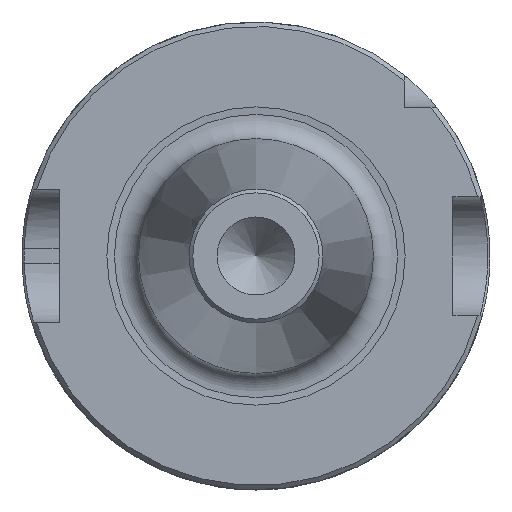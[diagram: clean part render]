
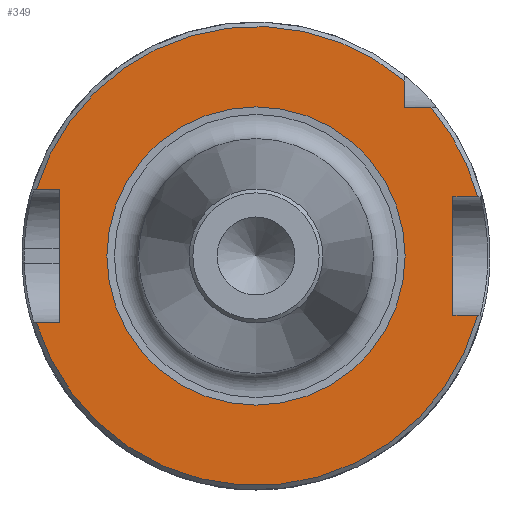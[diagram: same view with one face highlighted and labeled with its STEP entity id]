
A CAD part, left-side view. The second image highlights one B-rep face of the part: STEP entity #349.
In plain terms, the highlighted planar face has unit normal (-1, 0, 0).
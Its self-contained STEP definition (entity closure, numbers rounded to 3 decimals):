
#224=LINE('',#1874,#286);
#225=LINE('',#1879,#287);
#226=LINE('',#1881,#288);
#227=LINE('',#1883,#289);
#228=LINE('',#1887,#290);
#229=LINE('',#1889,#291);
#230=LINE('',#1891,#292);
#231=LINE('',#1895,#293);
#286=VECTOR('',#1537,1.);
#287=VECTOR('',#1540,1.);
#288=VECTOR('',#1541,1.);
#289=VECTOR('',#1542,1.);
#290=VECTOR('',#1545,1.);
#291=VECTOR('',#1546,1.);
#292=VECTOR('',#1547,1.);
#293=VECTOR('',#1550,1.);
#349=ADVANCED_FACE('',(#464,#465),#431,.F.);
#431=PLANE('',#1397);
#464=FACE_BOUND('',#509,.T.);
#465=FACE_BOUND('',#510,.T.);
#509=EDGE_LOOP('',(#612,#613,#614,#615,#616,#617,#618,#619,#620,#621,#622));
#510=EDGE_LOOP('',(#623));
#612=ORIENTED_EDGE('',*,*,#1131,.F.);
#613=ORIENTED_EDGE('',*,*,#1132,.T.);
#614=ORIENTED_EDGE('',*,*,#1133,.F.);
#615=ORIENTED_EDGE('',*,*,#1134,.F.);
#616=ORIENTED_EDGE('',*,*,#1135,.F.);
#617=ORIENTED_EDGE('',*,*,#1136,.T.);
#618=ORIENTED_EDGE('',*,*,#1137,.F.);
#619=ORIENTED_EDGE('',*,*,#1138,.F.);
#620=ORIENTED_EDGE('',*,*,#1139,.F.);
#621=ORIENTED_EDGE('',*,*,#1140,.T.);
#622=ORIENTED_EDGE('',*,*,#1141,.F.);
#623=ORIENTED_EDGE('',*,*,#1142,.F.);
#996=VERTEX_POINT('',#1875);
#997=VERTEX_POINT('',#1876);
#998=VERTEX_POINT('',#1878);
#999=VERTEX_POINT('',#1880);
#1000=VERTEX_POINT('',#1882);
#1001=VERTEX_POINT('',#1884);
#1002=VERTEX_POINT('',#1886);
#1003=VERTEX_POINT('',#1888);
#1004=VERTEX_POINT('',#1890);
#1005=VERTEX_POINT('',#1892);
#1006=VERTEX_POINT('',#1894);
#1007=VERTEX_POINT('',#1897);
#1131=EDGE_CURVE('',#996,#997,#224,.T.);
#1132=EDGE_CURVE('',#996,#998,#1323,.T.);
#1133=EDGE_CURVE('',#999,#998,#225,.T.);
#1134=EDGE_CURVE('',#1000,#999,#226,.T.);
#1135=EDGE_CURVE('',#1001,#1000,#227,.T.);
#1136=EDGE_CURVE('',#1001,#1002,#1324,.T.);
#1137=EDGE_CURVE('',#1003,#1002,#228,.T.);
#1138=EDGE_CURVE('',#1004,#1003,#229,.T.);
#1139=EDGE_CURVE('',#1005,#1004,#230,.T.);
#1140=EDGE_CURVE('',#1005,#1006,#1325,.T.);
#1141=EDGE_CURVE('',#997,#1006,#231,.T.);
#1142=EDGE_CURVE('',#1007,#1007,#1326,.T.);
#1323=CIRCLE('',#1393,30.9);
#1324=CIRCLE('',#1394,30.9);
#1325=CIRCLE('',#1395,30.9);
#1326=CIRCLE('',#1396,20.074);
#1393=AXIS2_PLACEMENT_3D('',#1877,#1538,#1539);
#1394=AXIS2_PLACEMENT_3D('',#1885,#1543,#1544);
#1395=AXIS2_PLACEMENT_3D('',#1893,#1548,#1549);
#1396=AXIS2_PLACEMENT_3D('',#1896,#1551,#1552);
#1397=AXIS2_PLACEMENT_3D('',#1898,#1553,#1554);
#1537=DIRECTION('',(0.,0.,-1.));
#1538=DIRECTION('',(-1.,0.,0.));
#1539=DIRECTION('',(0.,0.,-1.));
#1540=DIRECTION('',(0.,1.,0.));
#1541=DIRECTION('',(0.,0.,1.));
#1542=DIRECTION('',(0.,-1.,0.));
#1543=DIRECTION('',(-1.,0.,0.));
#1544=DIRECTION('',(0.,0.,-1.));
#1545=DIRECTION('',(0.,-1.,0.));
#1546=DIRECTION('',(0.,0.,-1.));
#1547=DIRECTION('',(0.,1.,0.));
#1548=DIRECTION('',(-1.,0.,0.));
#1549=DIRECTION('',(0.,0.,-1.));
#1550=DIRECTION('',(0.,-1.,0.));
#1551=DIRECTION('',(-1.,0.,0.));
#1552=DIRECTION('',(0.,0.,1.));
#1553=DIRECTION('',(1.,0.,0.));
#1554=DIRECTION('',(0.,0.,-1.));
#1874=CARTESIAN_POINT('',(100.,-20.,28.));
#1875=CARTESIAN_POINT('',(100.,-20.,23.554));
#1876=CARTESIAN_POINT('',(100.,-20.,20.));
#1877=CARTESIAN_POINT('',(100.,0.,0.));
#1878=CARTESIAN_POINT('',(100.,29.56,9.));
#1879=CARTESIAN_POINT('',(100.,35.75,9.));
#1880=CARTESIAN_POINT('',(100.,26.5,9.));
#1881=CARTESIAN_POINT('',(100.,26.5,-1.));
#1882=CARTESIAN_POINT('',(100.,26.5,-9.));
#1883=CARTESIAN_POINT('',(100.,35.75,-9.));
#1884=CARTESIAN_POINT('',(100.,29.56,-9.));
#1885=CARTESIAN_POINT('',(100.,0.,0.));
#1886=CARTESIAN_POINT('',(100.,-29.846,-8.));
#1887=CARTESIAN_POINT('',(100.,-35.75,-8.));
#1888=CARTESIAN_POINT('',(100.,-26.5,-8.));
#1889=CARTESIAN_POINT('',(100.,-26.5,0.));
#1890=CARTESIAN_POINT('',(100.,-26.5,8.));
#1891=CARTESIAN_POINT('',(100.,-35.75,8.));
#1892=CARTESIAN_POINT('',(100.,-29.846,8.));
#1893=CARTESIAN_POINT('',(100.,0.,0.));
#1894=CARTESIAN_POINT('',(100.,-23.554,20.));
#1895=CARTESIAN_POINT('',(100.,-35.75,20.));
#1896=CARTESIAN_POINT('',(100.,0.,0.));
#1897=CARTESIAN_POINT('',(100.,0.,20.074));
#1898=CARTESIAN_POINT('',(100.,0.,27.55));
